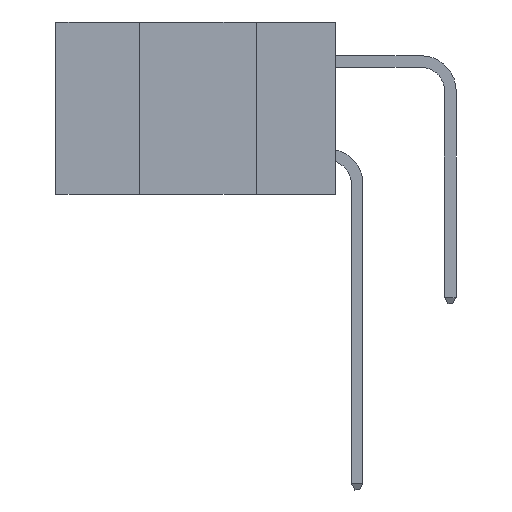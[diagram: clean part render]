
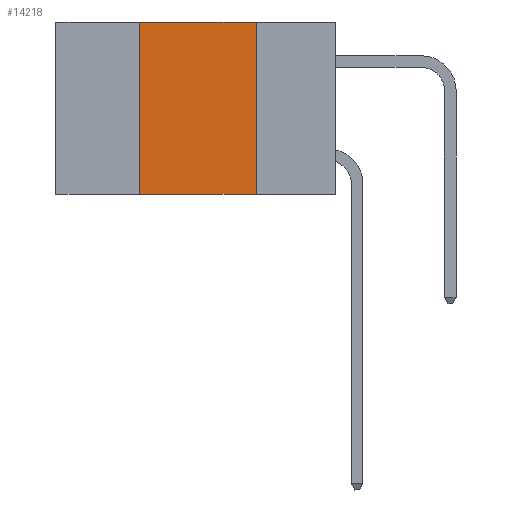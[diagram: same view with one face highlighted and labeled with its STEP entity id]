
A CAD part, left-side view. The second image highlights one B-rep face of the part: STEP entity #14218.
In plain terms, the highlighted planar face has unit normal (-1, 0, 0).
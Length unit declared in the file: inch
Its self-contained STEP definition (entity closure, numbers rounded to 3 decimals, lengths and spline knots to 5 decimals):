
#640 = ORIENTED_EDGE ( 'NONE', *, *, #5575, .F. ) ;
#948 = VECTOR ( 'NONE', #1474, 39.37008 ) ;
#1077 = VECTOR ( 'NONE', #4466, 39.37008 ) ;
#1474 = DIRECTION ( 'NONE',  ( 0., -1., 0. ) ) ;
#1661 = CARTESIAN_POINT ( 'NONE',  ( 0., 0.17, 0. ) ) ;
#1834 = CARTESIAN_POINT ( 'NONE',  ( 0., 0.6, -0.37 ) ) ;
#1891 = CARTESIAN_POINT ( 'NONE',  ( 0., 0.17, 0. ) ) ;
#2441 = DIRECTION ( 'NONE',  ( 0., 0., -1. ) ) ;
#2478 = EDGE_CURVE ( 'NONE', #8745, #12226, #10509, .T. ) ;
#2825 = EDGE_LOOP ( 'NONE', ( #3544, #640, #13984, #5488 ) ) ;
#3152 = CARTESIAN_POINT ( 'NONE',  ( 0., 0.42, 0. ) ) ;
#3213 = FACE_OUTER_BOUND ( 'NONE', #2825, .T. ) ;
#3544 = ORIENTED_EDGE ( 'NONE', *, *, #5761, .F. ) ;
#4096 = EDGE_CURVE ( 'NONE', #8745, #6979, #4736, .T. ) ;
#4466 = DIRECTION ( 'NONE',  ( 0., 0., 1. ) ) ;
#4736 = LINE ( 'NONE', #6823, #1077 ) ;
#5488 = ORIENTED_EDGE ( 'NONE', *, *, #2478, .T. ) ;
#5575 = EDGE_CURVE ( 'NONE', #6979, #10522, #9870, .T. ) ;
#5576 = CARTESIAN_POINT ( 'NONE',  ( 0., 0.42, -0.37 ) ) ;
#5761 = EDGE_CURVE ( 'NONE', #10522, #12226, #13422, .T. ) ;
#5794 = DIRECTION ( 'NONE',  ( 0., 0., -1. ) ) ;
#6269 = DIRECTION ( 'NONE',  ( 0., -1., 0. ) ) ;
#6645 = CARTESIAN_POINT ( 'NONE',  ( 0., 0.6, 0. ) ) ;
#6754 = VECTOR ( 'NONE', #6269, 39.37008 ) ;
#6823 = CARTESIAN_POINT ( 'NONE',  ( 0., 0.42, 0. ) ) ;
#6979 = VERTEX_POINT ( 'NONE', #3152 ) ;
#8240 = AXIS2_PLACEMENT_3D ( 'NONE', #11594, #12742, #5794 ) ;
#8745 = VERTEX_POINT ( 'NONE', #5576 ) ;
#9045 = CARTESIAN_POINT ( 'NONE',  ( 0., 0.17, -0.37 ) ) ;
#9870 = LINE ( 'NONE', #6645, #6754 ) ;
#10407 = VECTOR ( 'NONE', #2441, 39.37008 ) ;
#10509 = LINE ( 'NONE', #1834, #948 ) ;
#10522 = VERTEX_POINT ( 'NONE', #1891 ) ;
#11594 = CARTESIAN_POINT ( 'NONE',  ( 0., 0.6, 0. ) ) ;
#12226 = VERTEX_POINT ( 'NONE', #9045 ) ;
#12742 = DIRECTION ( 'NONE',  ( 1., 0., 0. ) ) ;
#13422 = LINE ( 'NONE', #1661, #10407 ) ;
#13984 = ORIENTED_EDGE ( 'NONE', *, *, #4096, .F. ) ;
#14218 = ADVANCED_FACE ( 'NONE', ( #3213 ), #14918, .F. ) ;
#14918 = PLANE ( 'NONE',  #8240 ) ;
